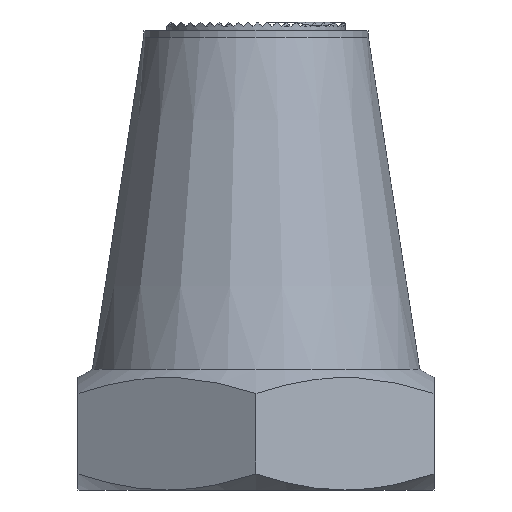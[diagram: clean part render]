
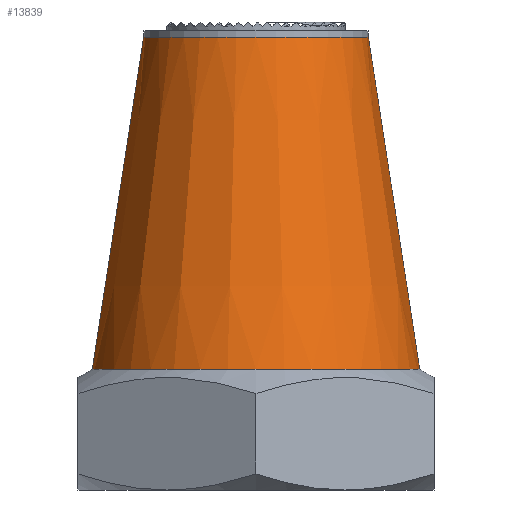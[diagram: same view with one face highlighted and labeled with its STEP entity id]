
A CAD part, front view. The second image highlights one B-rep face of the part: STEP entity #13839.
In plain terms, the highlighted conical face has half-angle 8.786 degrees and reference radius 8.74 mm.
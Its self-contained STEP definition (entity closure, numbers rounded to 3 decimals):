
#37 = CARTESIAN_POINT ( 'NONE',  ( 0., 0., 6.439 ) ) ;
#85 = DIRECTION ( 'NONE',  ( 1., 0., 0. ) ) ;
#509 = ORIENTED_EDGE ( 'NONE', *, *, #2084, .T. ) ;
#953 = VERTEX_POINT ( 'NONE', #6398 ) ;
#1520 = CIRCLE ( 'NONE', #13807, 8.74 ) ;
#1551 = DIRECTION ( 'NONE',  ( 0., 0., -1. ) ) ;
#2084 = EDGE_CURVE ( 'NONE', #17036, #21408, #6748, .T. ) ;
#2623 = CARTESIAN_POINT ( 'NONE',  ( -8.74, 0., 6.439 ) ) ;
#3047 = EDGE_LOOP ( 'NONE', ( #509, #15810, #7897, #8337 ) ) ;
#3439 = LINE ( 'NONE', #20105, #11837 ) ;
#3956 = EDGE_CURVE ( 'NONE', #17036, #953, #18373, .T. ) ;
#5219 = DIRECTION ( 'NONE',  ( 0., 0., -1. ) ) ;
#5373 = DIRECTION ( 'NONE',  ( 0., 0., -1. ) ) ;
#6397 = DIRECTION ( 'NONE',  ( 1., 0., 0. ) ) ;
#6398 = CARTESIAN_POINT ( 'NONE',  ( 8.74, 0., 6.439 ) ) ;
#6748 = CIRCLE ( 'NONE', #12361, 6. ) ;
#7873 = EDGE_CURVE ( 'NONE', #953, #10716, #1520, .T. ) ;
#7897 = ORIENTED_EDGE ( 'NONE', *, *, #7873, .F. ) ;
#8337 = ORIENTED_EDGE ( 'NONE', *, *, #3956, .F. ) ;
#10716 = VERTEX_POINT ( 'NONE', #2623 ) ;
#10765 = CONICAL_SURFACE ( 'NONE', #18102, 8.74, 0.153 ) ;
#11712 = CARTESIAN_POINT ( 'NONE',  ( -6., 0., 24.167 ) ) ;
#11837 = VECTOR ( 'NONE', #13660, 1000. ) ;
#12361 = AXIS2_PLACEMENT_3D ( 'NONE', #20394, #5373, #85 ) ;
#13355 = DIRECTION ( 'NONE',  ( 0.153, 0., -0.988 ) ) ;
#13660 = DIRECTION ( 'NONE',  ( -0.153, 0., -0.988 ) ) ;
#13807 = AXIS2_PLACEMENT_3D ( 'NONE', #19984, #1551, #6397 ) ;
#13839 = ADVANCED_FACE ( 'NONE', ( #20129 ), #10765, .T. ) ;
#13898 = DIRECTION ( 'NONE',  ( 1., 0., 0. ) ) ;
#14205 = EDGE_CURVE ( 'NONE', #21408, #10716, #3439, .T. ) ;
#15770 = CARTESIAN_POINT ( 'NONE',  ( 6., 0., 24.167 ) ) ;
#15810 = ORIENTED_EDGE ( 'NONE', *, *, #14205, .T. ) ;
#17036 = VERTEX_POINT ( 'NONE', #15770 ) ;
#18102 = AXIS2_PLACEMENT_3D ( 'NONE', #37, #5219, #13898 ) ;
#18373 = LINE ( 'NONE', #20342, #18396 ) ;
#18396 = VECTOR ( 'NONE', #13355, 1000. ) ;
#19984 = CARTESIAN_POINT ( 'NONE',  ( 0., 0., 6.439 ) ) ;
#20105 = CARTESIAN_POINT ( 'NONE',  ( -8.74, 0., 6.439 ) ) ;
#20129 = FACE_OUTER_BOUND ( 'NONE', #3047, .T. ) ;
#20342 = CARTESIAN_POINT ( 'NONE',  ( 8.74, 0., 6.439 ) ) ;
#20394 = CARTESIAN_POINT ( 'NONE',  ( 0., 0., 24.167 ) ) ;
#21408 = VERTEX_POINT ( 'NONE', #11712 ) ;
